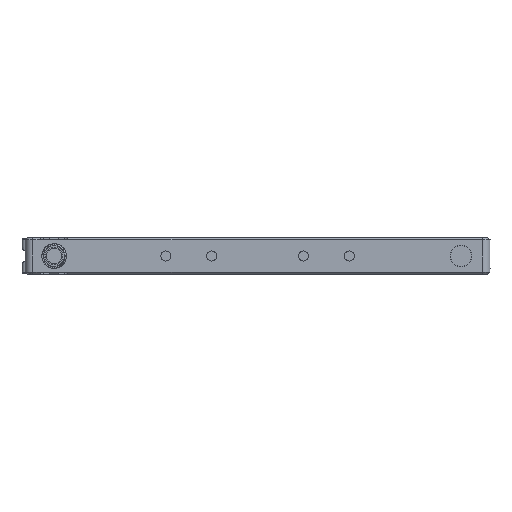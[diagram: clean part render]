
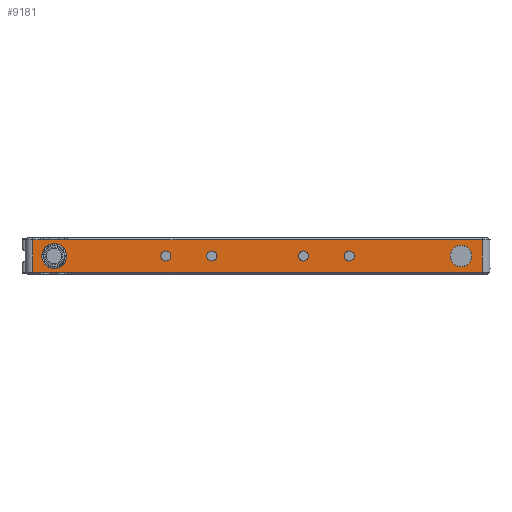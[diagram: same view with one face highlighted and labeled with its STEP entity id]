
A CAD part, left-side view. The second image highlights one B-rep face of the part: STEP entity #9181.
In plain terms, the highlighted planar face has unit normal (-1, 0, 0).
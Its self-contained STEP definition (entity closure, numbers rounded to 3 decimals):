
#1916=DIRECTION('',(0.,-1.,0.));
#1917=VECTOR('',#1916,2.5);
#1918=CARTESIAN_POINT('',(-80.,73.5,5.25));
#1919=LINE('',#1918,#1917);
#1920=DIRECTION('',(0.,1.,0.));
#1921=VECTOR('',#1920,9.);
#1922=CARTESIAN_POINT('',(-80.,62.,5.25));
#1923=LINE('',#1922,#1921);
#1924=DIRECTION('',(0.,-1.,0.));
#1925=VECTOR('',#1924,135.5);
#1926=CARTESIAN_POINT('',(-80.,62.,5.25));
#1927=LINE('',#1926,#1925);
#1928=DIRECTION('',(0.,0.,-1.));
#1929=VECTOR('',#1928,10.5);
#1930=CARTESIAN_POINT('',(-80.,-73.5,
5.25));
#1931=LINE('',#1930,#1929);
#1932=DIRECTION('',(0.,1.,0.));
#1933=VECTOR('',#1932,135.5);
#1934=CARTESIAN_POINT('',(-80.,-73.5,
-5.25));
#1935=LINE('',#1934,#1933);
#1936=DIRECTION('',(0.,1.,0.));
#1937=VECTOR('',#1936,9.);
#1938=CARTESIAN_POINT('',(-80.,62.,-5.25));
#1939=LINE('',#1938,#1937);
#1940=DIRECTION('',(0.,1.,0.));
#1941=VECTOR('',#1940,2.5);
#1942=CARTESIAN_POINT('',(-80.,71.,-5.25));
#1943=LINE('',#1942,#1941);
#1944=DIRECTION('',(0.,0.,-1.));
#1945=VECTOR('',#1944,10.5);
#1946=CARTESIAN_POINT('',(-80.,73.5,5.25));
#1947=LINE('',#1946,#1945);
#1948=CARTESIAN_POINT('',(-80.,-66.5,0.));
#1949=DIRECTION('',(1.,0.,0.));
#1950=DIRECTION('',(0.,1.,0.));
#1951=AXIS2_PLACEMENT_3D('',#1948,#1949,#1950);
#1953=CARTESIAN_POINT('',(-80.,-66.5,0.));
#1954=DIRECTION('',(1.,0.,0.));
#1955=DIRECTION('',(0.,-1.,0.));
#1956=AXIS2_PLACEMENT_3D('',#1953,#1954,#1955);
#1958=CARTESIAN_POINT('',(-80.,30.,0.));
#1959=DIRECTION('',(-1.,0.,0.));
#1960=DIRECTION('',(0.,1.,0.));
#1961=AXIS2_PLACEMENT_3D('',#1958,#1959,#1960);
#1963=CARTESIAN_POINT('',(-80.,30.,0.));
#1964=DIRECTION('',(-1.,0.,0.));
#1965=DIRECTION('',(0.,-1.,0.));
#1966=AXIS2_PLACEMENT_3D('',#1963,#1964,#1965);
#1968=CARTESIAN_POINT('',(-80.,15.,0.));
#1969=DIRECTION('',(-1.,0.,0.));
#1970=DIRECTION('',(0.,1.,0.));
#1971=AXIS2_PLACEMENT_3D('',#1968,#1969,#1970);
#1973=CARTESIAN_POINT('',(-80.,15.,0.));
#1974=DIRECTION('',(-1.,0.,0.));
#1975=DIRECTION('',(0.,-1.,0.));
#1976=AXIS2_PLACEMENT_3D('',#1973,#1974,#1975);
#1978=CARTESIAN_POINT('',(-80.,-15.,0.));
#1979=DIRECTION('',(-1.,0.,0.));
#1980=DIRECTION('',(0.,1.,0.));
#1981=AXIS2_PLACEMENT_3D('',#1978,#1979,#1980);
#1983=CARTESIAN_POINT('',(-80.,-15.,0.));
#1984=DIRECTION('',(-1.,0.,0.));
#1985=DIRECTION('',(0.,-1.,0.));
#1986=AXIS2_PLACEMENT_3D('',#1983,#1984,#1985);
#1988=CARTESIAN_POINT('',(-80.,-30.,0.));
#1989=DIRECTION('',(-1.,0.,0.));
#1990=DIRECTION('',(0.,1.,0.));
#1991=AXIS2_PLACEMENT_3D('',#1988,#1989,#1990);
#1993=CARTESIAN_POINT('',(-80.,-30.,0.));
#1994=DIRECTION('',(-1.,0.,0.));
#1995=DIRECTION('',(0.,-1.,0.));
#1996=AXIS2_PLACEMENT_3D('',#1993,#1994,#1995);
#1998=CARTESIAN_POINT('',(-80.,66.5,0.));
#1999=DIRECTION('',(-1.,0.,0.));
#2000=DIRECTION('',(0.,0.,1.));
#2001=AXIS2_PLACEMENT_3D('',#1998,#1999,#2000);
#2003=CARTESIAN_POINT('',(-80.,66.5,0.));
#2004=DIRECTION('',(-1.,0.,0.));
#2005=DIRECTION('',(0.,0.,-1.));
#2006=AXIS2_PLACEMENT_3D('',#2003,#2004,#2005);
#6672=CARTESIAN_POINT('',(-80.,-63.,0.));
#6673=CARTESIAN_POINT('',(-80.,-70.,0.));
#6674=VERTEX_POINT('',#6672);
#6675=VERTEX_POINT('',#6673);
#6773=CARTESIAN_POINT('',(-80.,71.,5.25));
#6775=VERTEX_POINT('',#6773);
#6776=CARTESIAN_POINT('',(-80.,73.5,5.25));
#6777=VERTEX_POINT('',#6776);
#6798=CARTESIAN_POINT('',(-80.,-73.5,5.25));
#6799=VERTEX_POINT('',#6798);
#6800=CARTESIAN_POINT('',(-80.,62.,5.25));
#6802=VERTEX_POINT('',#6800);
#6805=CARTESIAN_POINT('',(-80.,62.,-5.25));
#6807=VERTEX_POINT('',#6805);
#6808=CARTESIAN_POINT('',(-80.,-73.5,
-5.25));
#6809=VERTEX_POINT('',#6808);
#6830=CARTESIAN_POINT('',(-80.,73.5,-5.25));
#6831=VERTEX_POINT('',#6830);
#6832=CARTESIAN_POINT('',(-80.,71.,-5.25));
#6834=VERTEX_POINT('',#6832);
#6844=CARTESIAN_POINT('',(-80.,31.65,0.));
#6845=CARTESIAN_POINT('',(-80.,28.35,0.));
#6846=VERTEX_POINT('',#6844);
#6847=VERTEX_POINT('',#6845);
#6848=CARTESIAN_POINT('',(-80.,16.65,0.));
#6849=CARTESIAN_POINT('',(-80.,13.35,0.));
#6850=VERTEX_POINT('',#6848);
#6851=VERTEX_POINT('',#6849);
#6852=CARTESIAN_POINT('',(-80.,-13.35,0.));
#6853=CARTESIAN_POINT('',(-80.,-16.65,0.));
#6854=VERTEX_POINT('',#6852);
#6855=VERTEX_POINT('',#6853);
#6856=CARTESIAN_POINT('',(-80.,-28.35,0.));
#6857=CARTESIAN_POINT('',(-80.,-31.65,0.));
#6858=VERTEX_POINT('',#6856);
#6859=VERTEX_POINT('',#6857);
#7352=CARTESIAN_POINT('',(-80.,66.5,3.05));
#7353=CARTESIAN_POINT('',(-80.,66.5,-3.05));
#7354=VERTEX_POINT('',#7352);
#7355=VERTEX_POINT('',#7353);
#9127=CARTESIAN_POINT('',(-80.,76.,-6.));
#9128=DIRECTION('',(-1.,0.,0.));
#9129=DIRECTION('',(0.,-1.,0.));
#9130=AXIS2_PLACEMENT_3D('',#9127,#9128,#9129);
#9131=PLANE('',#9130);
#9133=ORIENTED_EDGE('',*,*,#9132,.T.);
#9134=ORIENTED_EDGE('',*,*,#9103,.F.);
#9135=ORIENTED_EDGE('',*,*,#9079,.T.);
#9136=ORIENTED_EDGE('',*,*,#9052,.T.);
#9137=ORIENTED_EDGE('',*,*,#7656,.T.);
#9139=ORIENTED_EDGE('',*,*,#9138,.T.);
#9140=ORIENTED_EDGE('',*,*,#7742,.T.);
#9142=ORIENTED_EDGE('',*,*,#9141,.F.);
#9143=EDGE_LOOP('',(#9133,#9134,#9135,#9136,#9137,#9139,#9140,#9142));
#9144=FACE_OUTER_BOUND('',#9143,.F.);
#9146=ORIENTED_EDGE('',*,*,#9145,.F.);
#9148=ORIENTED_EDGE('',*,*,#9147,.F.);
#9149=EDGE_LOOP('',(#9146,#9148));
#9150=FACE_BOUND('',#9149,.F.);
#9152=ORIENTED_EDGE('',*,*,#9151,.T.);
#9154=ORIENTED_EDGE('',*,*,#9153,.T.);
#9155=EDGE_LOOP('',(#9152,#9154));
#9156=FACE_BOUND('',#9155,.F.);
#9158=ORIENTED_EDGE('',*,*,#9157,.T.);
#9160=ORIENTED_EDGE('',*,*,#9159,.T.);
#9161=EDGE_LOOP('',(#9158,#9160));
#9162=FACE_BOUND('',#9161,.F.);
#9164=ORIENTED_EDGE('',*,*,#9163,.T.);
#9166=ORIENTED_EDGE('',*,*,#9165,.T.);
#9167=EDGE_LOOP('',(#9164,#9166));
#9168=FACE_BOUND('',#9167,.F.);
#9170=ORIENTED_EDGE('',*,*,#9169,.T.);
#9172=ORIENTED_EDGE('',*,*,#9171,.T.);
#9173=EDGE_LOOP('',(#9170,#9172));
#9174=FACE_BOUND('',#9173,.F.);
#9176=ORIENTED_EDGE('',*,*,#9175,.T.);
#9178=ORIENTED_EDGE('',*,*,#9177,.T.);
#9179=EDGE_LOOP('',(#9176,#9178));
#9180=FACE_BOUND('',#9179,.F.);
#9181=ADVANCED_FACE('',(#9144,#9150,#9156,#9162,#9168,#9174,#9180),#9131,.T.);
#1952=CIRCLE('',#1951,3.5);
#1957=CIRCLE('',#1956,3.5);
#1962=CIRCLE('',#1961,1.65);
#1967=CIRCLE('',#1966,1.65);
#1972=CIRCLE('',#1971,1.65);
#1977=CIRCLE('',#1976,1.65);
#1982=CIRCLE('',#1981,1.65);
#1987=CIRCLE('',#1986,1.65);
#1992=CIRCLE('',#1991,1.65);
#1997=CIRCLE('',#1996,1.65);
#2002=CIRCLE('',#2001,3.05);
#2007=CIRCLE('',#2006,3.05);
#7656=EDGE_CURVE('',#6809,#6807,#1935,.T.);
#7742=EDGE_CURVE('',#6834,#6831,#1943,.T.);
#9052=EDGE_CURVE('',#6799,#6809,#1931,.T.);
#9079=EDGE_CURVE('',#6802,#6799,#1927,.T.);
#9103=EDGE_CURVE('',#6802,#6775,#1923,.T.);
#9132=EDGE_CURVE('',#6777,#6775,#1919,.T.);
#9138=EDGE_CURVE('',#6807,#6834,#1939,.T.);
#9141=EDGE_CURVE('',#6777,#6831,#1947,.T.);
#9145=EDGE_CURVE('',#6674,#6675,#1952,.T.);
#9147=EDGE_CURVE('',#6675,#6674,#1957,.T.);
#9151=EDGE_CURVE('',#6846,#6847,#1962,.T.);
#9153=EDGE_CURVE('',#6847,#6846,#1967,.T.);
#9157=EDGE_CURVE('',#6850,#6851,#1972,.T.);
#9159=EDGE_CURVE('',#6851,#6850,#1977,.T.);
#9163=EDGE_CURVE('',#6854,#6855,#1982,.T.);
#9165=EDGE_CURVE('',#6855,#6854,#1987,.T.);
#9169=EDGE_CURVE('',#6858,#6859,#1992,.T.);
#9171=EDGE_CURVE('',#6859,#6858,#1997,.T.);
#9175=EDGE_CURVE('',#7354,#7355,#2002,.T.);
#9177=EDGE_CURVE('',#7355,#7354,#2007,.T.);
